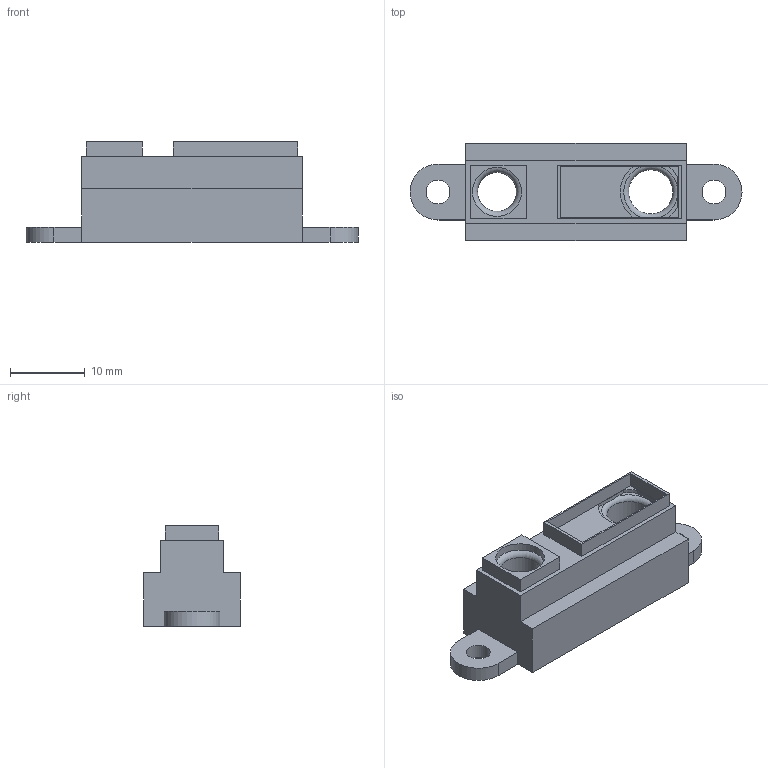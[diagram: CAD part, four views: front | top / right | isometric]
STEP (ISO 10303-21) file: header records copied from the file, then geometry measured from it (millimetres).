
FILE_DESCRIPTION(/* description */ (''),/* implementation_level */ '2;1');
FILE_NAME(/* name */ 'IR_sensor v1.step',/* time_stamp */ '2025-07-07T15:31:22Z',/* author */ (''),/* organization */ (''),/* preprocessor_version */ 'ST-DEVELOPER v20.1',/* originating_system */ 'Autodesk Translation Framework v14.10.0.0',/* authorisation */ '');
FILE_SCHEMA (('AUTOMOTIVE_DESIGN { 1 0 10303 214 3 1 1 }'));
Length unit declared in the file: millimetre
Products named in the file (1): IR_sensor
Bounding box: 44.5 x 13 x 13.5 mm (x, y, z)
Volume: 1597.7 mm3; surface area: 2835.3 mm2
Topology: 1 solids, 1 shells, 53 faces, 140 edges, 93 vertices
Faces by surface type: plane 41, cylinder 10, torus 2
Full cylindrical faces by diameter (mm): 3.2 x2, 5.232 x1, 5.92 x1, 6.546 x1
Entity records: 1698 total; most frequent: CARTESIAN_POINT 307, ORIENTED_EDGE 280, DIRECTION 273, EDGE_CURVE 140, LINE 111, VECTOR 111, VERTEX_POINT 93, AXIS2_PLACEMENT_3D 81
